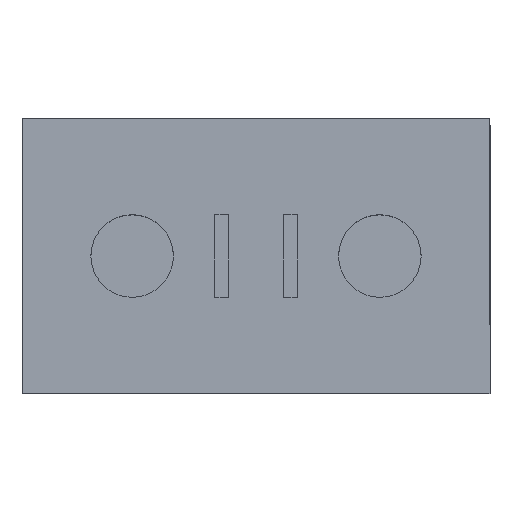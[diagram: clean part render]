
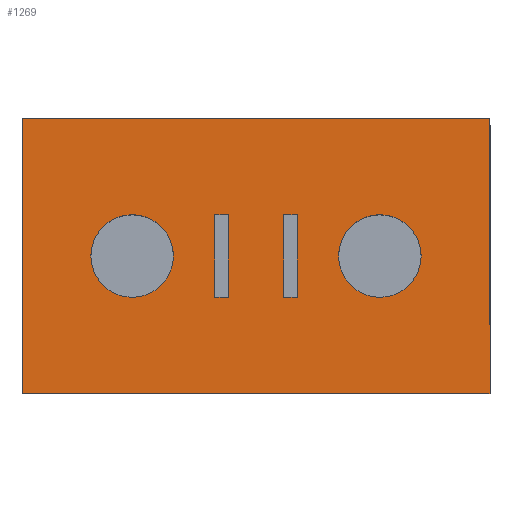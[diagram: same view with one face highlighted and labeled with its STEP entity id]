
A CAD part, top view. The second image highlights one B-rep face of the part: STEP entity #1269.
In plain terms, the highlighted planar face has unit normal (0, 0, 1).
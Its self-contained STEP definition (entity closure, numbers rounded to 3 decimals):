
#33 = VERTEX_POINT ( 'NONE', #456 ) ;
#36 = DIRECTION ( 'NONE',  ( 1., 0., 0. ) ) ;
#37 = DIRECTION ( 'NONE',  ( 0., 1., 0. ) ) ;
#56 = CARTESIAN_POINT ( 'NONE',  ( 24.5, 0., 1. ) ) ;
#77 = CARTESIAN_POINT ( 'NONE',  ( 23., 0., 1. ) ) ;
#91 = CARTESIAN_POINT ( 'NONE',  ( 28.5, -5., 1. ) ) ;
#142 = ORIENTED_EDGE ( 'NONE', *, *, #1007, .F. ) ;
#148 = DIRECTION ( 'NONE',  ( -1., 0., 0. ) ) ;
#154 = VECTOR ( 'NONE', #1150, 1000. ) ;
#159 = DIRECTION ( 'NONE',  ( 0., 0., 1. ) ) ;
#172 = CARTESIAN_POINT ( 'NONE',  ( 19., -1.5, 1. ) ) ;
#183 = EDGE_CURVE ( 'NONE', #600, #1535, #1268, .T. ) ;
#186 = EDGE_CURVE ( 'NONE', #1455, #840, #1001, .T. ) ;
#204 = EDGE_CURVE ( 'NONE', #384, #681, #1517, .T. ) ;
#210 = ORIENTED_EDGE ( 'NONE', *, *, #563, .F. ) ;
#238 = CARTESIAN_POINT ( 'NONE',  ( 0., 0., 1. ) ) ;
#259 = CARTESIAN_POINT ( 'NONE',  ( 15.5, 0., 1. ) ) ;
#261 = VECTOR ( 'NONE', #1110, 1000. ) ;
#263 = LINE ( 'NONE', #1081, #1016 ) ;
#280 = ORIENTED_EDGE ( 'NONE', *, *, #406, .T. ) ;
#284 = CARTESIAN_POINT ( 'NONE',  ( 24.5, 0., 1. ) ) ;
#288 = CARTESIAN_POINT ( 'NONE',  ( 19., -1.5, 1. ) ) ;
#306 = VECTOR ( 'NONE', #37, 1000. ) ;
#316 = LINE ( 'NONE', #91, #1366 ) ;
#337 = VERTEX_POINT ( 'NONE', #1467 ) ;
#351 = ORIENTED_EDGE ( 'NONE', *, *, #183, .F. ) ;
#384 = VERTEX_POINT ( 'NONE', #741 ) ;
#401 = VERTEX_POINT ( 'NONE', #1489 ) ;
#405 = LINE ( 'NONE', #288, #154 ) ;
#406 = EDGE_CURVE ( 'NONE', #681, #337, #1280, .T. ) ;
#410 = VECTOR ( 'NONE', #433, 1000. ) ;
#423 = CARTESIAN_POINT ( 'NONE',  ( 26., 0., 1. ) ) ;
#431 = LINE ( 'NONE', #1231, #1259 ) ;
#433 = DIRECTION ( 'NONE',  ( -1., 0., 0. ) ) ;
#438 = ORIENTED_EDGE ( 'NONE', *, *, #186, .F. ) ;
#449 = FACE_OUTER_BOUND ( 'NONE', #1109, .T. ) ;
#456 = CARTESIAN_POINT ( 'NONE',  ( 11.5, -5., 1. ) ) ;
#480 = CARTESIAN_POINT ( 'NONE',  ( 21., -1.5, 1. ) ) ;
#492 = FACE_BOUND ( 'NONE', #867, .T. ) ;
#510 = DIRECTION ( 'NONE',  ( 0., 1., 0. ) ) ;
#513 = ORIENTED_EDGE ( 'NONE', *, *, #204, .T. ) ;
#563 = EDGE_CURVE ( 'NONE', #1402, #1525, #1108, .T. ) ;
#578 = VECTOR ( 'NONE', #873, 1000. ) ;
#587 = PLANE ( 'NONE',  #1018 ) ;
#593 = EDGE_CURVE ( 'NONE', #1182, #600, #1227, .T. ) ;
#600 = VERTEX_POINT ( 'NONE', #1474 ) ;
#611 = CARTESIAN_POINT ( 'NONE',  ( 11.5, -5., 1. ) ) ;
#625 = EDGE_CURVE ( 'NONE', #903, #1182, #431, .T. ) ;
#636 = DIRECTION ( 'NONE',  ( 1., 0., 0. ) ) ;
#645 = EDGE_CURVE ( 'NONE', #829, #401, #841, .T. ) ;
#651 = EDGE_CURVE ( 'NONE', #337, #33, #935, .T. ) ;
#658 = EDGE_LOOP ( 'NONE', ( #1476, #789 ) ) ;
#662 = CARTESIAN_POINT ( 'NONE',  ( 21.5, -1.5, 1. ) ) ;
#663 = AXIS2_PLACEMENT_3D ( 'NONE', #1119, #1135, #1245 ) ;
#681 = VERTEX_POINT ( 'NONE', #864 ) ;
#692 = ORIENTED_EDGE ( 'NONE', *, *, #1142, .F. ) ;
#700 = DIRECTION ( 'NONE',  ( -1., 0., 0. ) ) ;
#702 = ORIENTED_EDGE ( 'NONE', *, *, #910, .T. ) ;
#711 = DIRECTION ( 'NONE',  ( 1., 0., 0. ) ) ;
#741 = CARTESIAN_POINT ( 'NONE',  ( 28.5, -5., 1. ) ) ;
#748 = VERTEX_POINT ( 'NONE', #852 ) ;
#771 = CIRCLE ( 'NONE', #1505, 1.5 ) ;
#788 = FACE_BOUND ( 'NONE', #658, .T. ) ;
#789 = ORIENTED_EDGE ( 'NONE', *, *, #1381, .F. ) ;
#829 = VERTEX_POINT ( 'NONE', #1166 ) ;
#836 = CARTESIAN_POINT ( 'NONE',  ( 21.5, 1.5, 1. ) ) ;
#840 = VERTEX_POINT ( 'NONE', #77 ) ;
#841 = CIRCLE ( 'NONE', #1510, 1.5 ) ;
#852 = CARTESIAN_POINT ( 'NONE',  ( 18.5, -1.5, 1. ) ) ;
#864 = CARTESIAN_POINT ( 'NONE',  ( 28.5, 5., 1. ) ) ;
#867 = EDGE_LOOP ( 'NONE', ( #1130, #692, #351, #1178 ) ) ;
#873 = DIRECTION ( 'NONE',  ( 0., 1., 0. ) ) ;
#879 = ORIENTED_EDGE ( 'NONE', *, *, #651, .T. ) ;
#897 = DIRECTION ( 'NONE',  ( 0., 0., 1. ) ) ;
#903 = VERTEX_POINT ( 'NONE', #662 ) ;
#910 = EDGE_CURVE ( 'NONE', #33, #384, #316, .T. ) ;
#929 = DIRECTION ( 'NONE',  ( 1., 0., 0. ) ) ;
#935 = LINE ( 'NONE', #611, #261 ) ;
#959 = DIRECTION ( 'NONE',  ( 0., -1., 0. ) ) ;
#964 = CARTESIAN_POINT ( 'NONE',  ( 18.5, 1.5, 1. ) ) ;
#971 = FACE_BOUND ( 'NONE', #1279, .T. ) ;
#978 = CARTESIAN_POINT ( 'NONE',  ( 21.5, 1.5, 1. ) ) ;
#986 = CARTESIAN_POINT ( 'NONE',  ( 28.5, -5., 1. ) ) ;
#1001 = CIRCLE ( 'NONE', #1195, 1.5 ) ;
#1007 = EDGE_CURVE ( 'NONE', #1525, #1167, #1066, .T. ) ;
#1016 = VECTOR ( 'NONE', #1090, 1000. ) ;
#1018 = AXIS2_PLACEMENT_3D ( 'NONE', #238, #1353, #711 ) ;
#1066 = LINE ( 'NONE', #1416, #1342 ) ;
#1079 = DIRECTION ( 'NONE',  ( 0., -1., 0. ) ) ;
#1081 = CARTESIAN_POINT ( 'NONE',  ( 21.5, -1.5, 1. ) ) ;
#1090 = DIRECTION ( 'NONE',  ( 1., 0., 0. ) ) ;
#1101 = CARTESIAN_POINT ( 'NONE',  ( 19., -1.5, 1. ) ) ;
#1108 = LINE ( 'NONE', #1101, #578 ) ;
#1109 = EDGE_LOOP ( 'NONE', ( #513, #280, #879, #702 ) ) ;
#1110 = DIRECTION ( 'NONE',  ( 0., -1., 0. ) ) ;
#1115 = DIRECTION ( 'NONE',  ( 0., 0., 1. ) ) ;
#1118 = EDGE_CURVE ( 'NONE', #1167, #748, #1288, .T. ) ;
#1119 = CARTESIAN_POINT ( 'NONE',  ( 15.5, 0., 1. ) ) ;
#1130 = ORIENTED_EDGE ( 'NONE', *, *, #625, .F. ) ;
#1132 = ORIENTED_EDGE ( 'NONE', *, *, #1118, .F. ) ;
#1135 = DIRECTION ( 'NONE',  ( 0., 0., 1. ) ) ;
#1142 = EDGE_CURVE ( 'NONE', #1535, #903, #263, .T. ) ;
#1150 = DIRECTION ( 'NONE',  ( 1., 0., 0. ) ) ;
#1166 = CARTESIAN_POINT ( 'NONE',  ( 17., 0., 1. ) ) ;
#1167 = VERTEX_POINT ( 'NONE', #964 ) ;
#1178 = ORIENTED_EDGE ( 'NONE', *, *, #593, .F. ) ;
#1179 = CIRCLE ( 'NONE', #663, 1.5 ) ;
#1182 = VERTEX_POINT ( 'NONE', #836 ) ;
#1195 = AXIS2_PLACEMENT_3D ( 'NONE', #284, #159, #636 ) ;
#1227 = LINE ( 'NONE', #978, #1460 ) ;
#1231 = CARTESIAN_POINT ( 'NONE',  ( 21.5, -1.5, 1. ) ) ;
#1245 = DIRECTION ( 'NONE',  ( 1., 0., 0. ) ) ;
#1259 = VECTOR ( 'NONE', #510, 1000. ) ;
#1260 = DIRECTION ( 'NONE',  ( 1., 0., 0. ) ) ;
#1261 = FACE_BOUND ( 'NONE', #1368, .T. ) ;
#1268 = LINE ( 'NONE', #480, #1484 ) ;
#1269 = ADVANCED_FACE ( 'NONE', ( #492, #1261, #971, #788, #449 ), #587, .T. ) ;
#1279 = EDGE_LOOP ( 'NONE', ( #438, #1330 ) ) ;
#1280 = LINE ( 'NONE', #1372, #410 ) ;
#1288 = LINE ( 'NONE', #1429, #1420 ) ;
#1330 = ORIENTED_EDGE ( 'NONE', *, *, #1387, .F. ) ;
#1342 = VECTOR ( 'NONE', #700, 1000. ) ;
#1353 = DIRECTION ( 'NONE',  ( 0., 0., 1. ) ) ;
#1366 = VECTOR ( 'NONE', #929, 1000. ) ;
#1368 = EDGE_LOOP ( 'NONE', ( #210, #1419, #1132, #142 ) ) ;
#1372 = CARTESIAN_POINT ( 'NONE',  ( 28.5, 5., 1. ) ) ;
#1381 = EDGE_CURVE ( 'NONE', #401, #829, #1179, .T. ) ;
#1387 = EDGE_CURVE ( 'NONE', #840, #1455, #771, .T. ) ;
#1402 = VERTEX_POINT ( 'NONE', #172 ) ;
#1416 = CARTESIAN_POINT ( 'NONE',  ( 19., 1.5, 1. ) ) ;
#1419 = ORIENTED_EDGE ( 'NONE', *, *, #1431, .F. ) ;
#1420 = VECTOR ( 'NONE', #959, 1000. ) ;
#1426 = CARTESIAN_POINT ( 'NONE',  ( 21., -1.5, 1. ) ) ;
#1429 = CARTESIAN_POINT ( 'NONE',  ( 18.5, -1.5, 1. ) ) ;
#1431 = EDGE_CURVE ( 'NONE', #748, #1402, #405, .T. ) ;
#1455 = VERTEX_POINT ( 'NONE', #423 ) ;
#1460 = VECTOR ( 'NONE', #148, 1000. ) ;
#1467 = CARTESIAN_POINT ( 'NONE',  ( 11.5, 5., 1. ) ) ;
#1474 = CARTESIAN_POINT ( 'NONE',  ( 21., 1.5, 1. ) ) ;
#1476 = ORIENTED_EDGE ( 'NONE', *, *, #645, .F. ) ;
#1484 = VECTOR ( 'NONE', #1079, 1000. ) ;
#1489 = CARTESIAN_POINT ( 'NONE',  ( 14., 0., 1. ) ) ;
#1505 = AXIS2_PLACEMENT_3D ( 'NONE', #56, #897, #1260 ) ;
#1510 = AXIS2_PLACEMENT_3D ( 'NONE', #259, #1115, #36 ) ;
#1517 = LINE ( 'NONE', #986, #306 ) ;
#1525 = VERTEX_POINT ( 'NONE', #1534 ) ;
#1534 = CARTESIAN_POINT ( 'NONE',  ( 19., 1.5, 1. ) ) ;
#1535 = VERTEX_POINT ( 'NONE', #1426 ) ;
